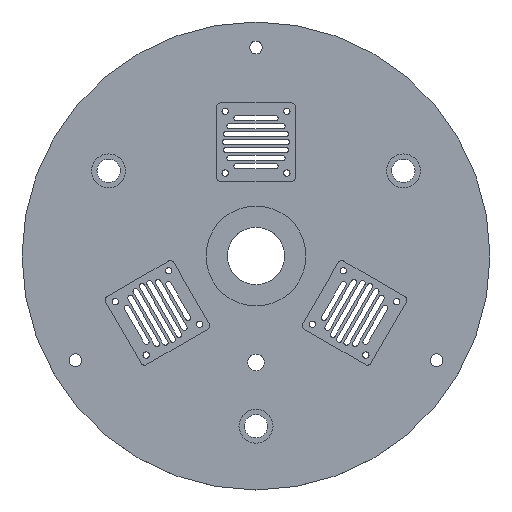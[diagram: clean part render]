
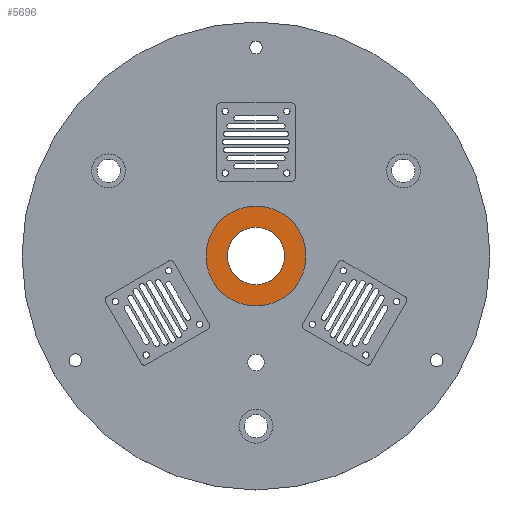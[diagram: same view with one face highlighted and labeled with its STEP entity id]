
A CAD part, top view. The second image highlights one B-rep face of the part: STEP entity #5696.
In plain terms, the highlighted planar face has unit normal (0, 0, 1).
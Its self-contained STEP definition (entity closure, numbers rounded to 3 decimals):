
#105 = CYLINDRICAL_SURFACE('',#106,23.5);
#106 = AXIS2_PLACEMENT_3D('',#107,#108,#109);
#107 = CARTESIAN_POINT('',(0.,0.,5.));
#108 = DIRECTION('',(0.,0.,1.));
#109 = DIRECTION('',(1.,0.,0.));
#1111 = VERTEX_POINT('',#1112);
#1112 = CARTESIAN_POINT('',(23.5,0.,4.));
#1133 = EDGE_CURVE('',#1111,#1111,#1134,.T.);
#1134 = SURFACE_CURVE('',#1135,(#1140,#1147),.PCURVE_S1.);
#1135 = CIRCLE('',#1136,23.5);
#1136 = AXIS2_PLACEMENT_3D('',#1137,#1138,#1139);
#1137 = CARTESIAN_POINT('',(0.,0.,4.));
#1138 = DIRECTION('',(0.,0.,1.));
#1139 = DIRECTION('',(1.,0.,0.));
#1140 = PCURVE('',#105,#1141);
#1141 = DEFINITIONAL_REPRESENTATION('',(#1142),#1146);
#1142 = LINE('',#1143,#1144);
#1143 = CARTESIAN_POINT('',(0.,-1.));
#1144 = VECTOR('',#1145,1.);
#1145 = DIRECTION('',(1.,0.));
#1146 = ( GEOMETRIC_REPRESENTATION_CONTEXT(2) 
PARAMETRIC_REPRESENTATION_CONTEXT() REPRESENTATION_CONTEXT('2D SPACE',''
  ) );
#1147 = PCURVE('',#1148,#1153);
#1148 = PLANE('',#1149);
#1149 = AXIS2_PLACEMENT_3D('',#1150,#1151,#1152);
#1150 = CARTESIAN_POINT('',(0.,0.,4.));
#1151 = DIRECTION('',(0.,0.,1.));
#1152 = DIRECTION('',(0.,1.,0.));
#1153 = DEFINITIONAL_REPRESENTATION('',(#1154),#1158);
#1154 = CIRCLE('',#1155,23.5);
#1155 = AXIS2_PLACEMENT_2D('',#1156,#1157);
#1156 = CARTESIAN_POINT('',(0.,0.));
#1157 = DIRECTION('',(0.,-1.));
#1158 = ( GEOMETRIC_REPRESENTATION_CONTEXT(2) 
PARAMETRIC_REPRESENTATION_CONTEXT() REPRESENTATION_CONTEXT('2D SPACE',''
  ) );
#4408 = CYLINDRICAL_SURFACE('',#4409,13.5);
#4409 = AXIS2_PLACEMENT_3D('',#4410,#4411,#4412);
#4410 = CARTESIAN_POINT('',(0.,0.,4.));
#4411 = DIRECTION('',(0.,0.,1.));
#4412 = DIRECTION('',(1.,0.,0.));
#5696 = ADVANCED_FACE('',(#5697,#5700),#1148,.T.);
#5697 = FACE_BOUND('',#5698,.T.);
#5698 = EDGE_LOOP('',(#5699));
#5699 = ORIENTED_EDGE('',*,*,#1133,.T.);
#5700 = FACE_BOUND('',#5701,.T.);
#5701 = EDGE_LOOP('',(#5702));
#5702 = ORIENTED_EDGE('',*,*,#5703,.F.);
#5703 = EDGE_CURVE('',#5704,#5704,#5706,.T.);
#5704 = VERTEX_POINT('',#5705);
#5705 = CARTESIAN_POINT('',(13.5,0.,4.));
#5706 = SURFACE_CURVE('',#5707,(#5712,#5719),.PCURVE_S1.);
#5707 = CIRCLE('',#5708,13.5);
#5708 = AXIS2_PLACEMENT_3D('',#5709,#5710,#5711);
#5709 = CARTESIAN_POINT('',(0.,0.,4.));
#5710 = DIRECTION('',(0.,0.,1.));
#5711 = DIRECTION('',(1.,0.,0.));
#5712 = PCURVE('',#1148,#5713);
#5713 = DEFINITIONAL_REPRESENTATION('',(#5714),#5718);
#5714 = CIRCLE('',#5715,13.5);
#5715 = AXIS2_PLACEMENT_2D('',#5716,#5717);
#5716 = CARTESIAN_POINT('',(0.,0.));
#5717 = DIRECTION('',(0.,-1.));
#5718 = ( GEOMETRIC_REPRESENTATION_CONTEXT(2) 
PARAMETRIC_REPRESENTATION_CONTEXT() REPRESENTATION_CONTEXT('2D SPACE',''
  ) );
#5719 = PCURVE('',#4408,#5720);
#5720 = DEFINITIONAL_REPRESENTATION('',(#5721),#5725);
#5721 = LINE('',#5722,#5723);
#5722 = CARTESIAN_POINT('',(0.,0.));
#5723 = VECTOR('',#5724,1.);
#5724 = DIRECTION('',(1.,0.));
#5725 = ( GEOMETRIC_REPRESENTATION_CONTEXT(2) 
PARAMETRIC_REPRESENTATION_CONTEXT() REPRESENTATION_CONTEXT('2D SPACE',''
  ) );
